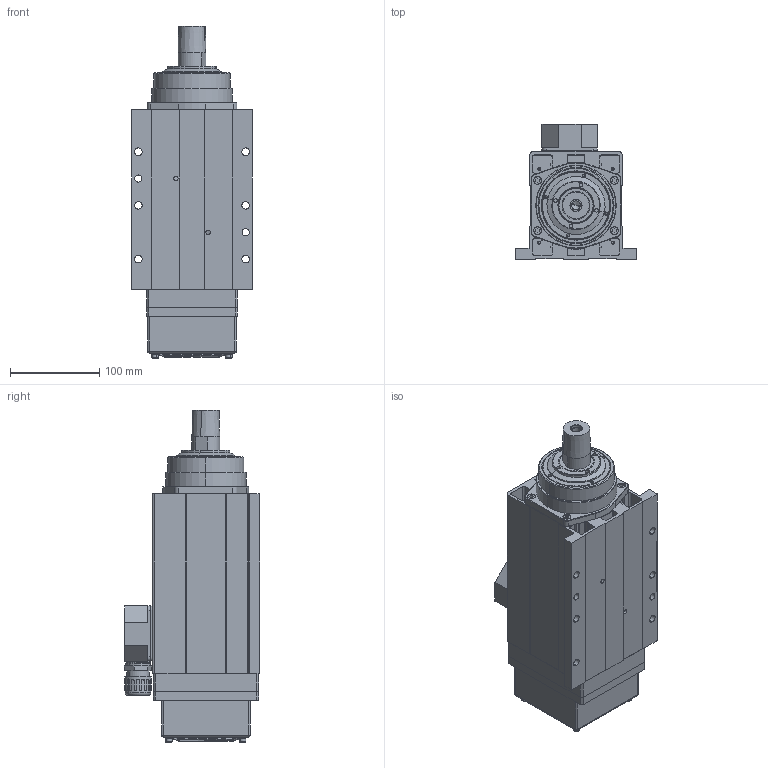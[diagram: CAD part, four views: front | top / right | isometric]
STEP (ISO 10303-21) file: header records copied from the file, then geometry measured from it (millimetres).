
FILE_DESCRIPTION (( 'STEP AP214' ), '1' );
FILE_NAME ('GDF60-18Z-4.5¶à²©ÌØ.STEP', '2024-12-04T06:15:32', ( '00' ), ( '' ), 'SwSTEP 2.0', 'SolidWorks 2018', '' );
FILE_SCHEMA (( 'AUTOMOTIVE_DESIGN' ));
Length unit declared in the file: millimetre
Products named in the file (29): GDF60-18Z-6.0前盖; GB／T 70．1-2000内六角圆柱头螺钉M5×20(8．8级); GDF60-18Z-4.5DBT儂褲; 7008-T-BZ粟俶躇猾遠; GDF60-18Z-4.5蛌赽粣; 02-HL-BZ綴粣創蹟譫情倰; GB／T292-94角接触球轴承7008C; GDF60-18Z-4.5隅赽窒璃; 出线盒 62×62 孔距50-M18×1.5 (GDF60-18Z-6.0-16 ); GDF60-18Z-5.5綴粣創釱; PG13.5; GDF60-18Z-6.0躇猾裔; GDF60-18Z-5.5瑞欶綴裔啣; GDF60-18Z-5.5綴粣創裔; GDF60-18Z-6.0傷裔; GDF60-18Z-4.5嗣痔杻; 接线盒橡胶垫 62×62 孔距50 (GDF60-18Z-6.0-15); 6kW换刀主轴风扇滤网; GDF60-18Z-5.5瑞欶ヶ裔啣; GDF60-18Z-4.5DBT蛌粣; GDF35-12Z-0.37-14 三柱接线座; GB／T292-94角接触球轴承7002C; 瑞圮0924_TX5020H24; GDF60-18Z-6.0平衡环; GB／T 70．1-2000内六角圆柱头螺钉M4×20(8．8级); GDF60-18Z-5.5瑞欶; GDF60-18Z-4.5-06蛌赽窒璃
Assembly tree (29 placements, depth 3):
  7008-T-BZ粟俶躇猾遠
  02-HL-BZ綴粣創蹟譫情倰
  GB／T292-94角接触球轴承7008C
  GDF60-18Z-4.5隅赽窒璃
  GDF60-18Z-4.5嗣痔杻
    GDF60-18Z-4.5DBT儂褲
    GDF60-18Z-5.5綴粣創釱
    GDF60-18Z-5.5綴粣創裔
    GDF60-18Z-5.5瑞欶ヶ裔啣
    GDF60-18Z-5.5瑞欶綴裔啣
    GDF60-18Z-5.5瑞欶
    接线盒橡胶垫 62×62 孔距50 (GDF60-18Z-6.0-15)
    出线盒 62×62 孔距50-M18×1.5 (GDF60-18Z-6.0-16 )
    GDF35-12Z-0.37-14 三柱接线座
    GDF60-18Z-4.5蛌赽粣
      GDF60-18Z-4.5DBT蛌粣
    GDF60-18Z-6.0傷裔
    GDF60-18Z-6.0前盖
    GDF60-18Z-6.0躇猾裔
    PG13.5
    6kW换刀主轴风扇滤网
    GB／T 70．1-2000内六角圆柱头螺钉M4×20(8．8级)  x8
    GB／T 70．1-2000内六角圆柱头螺钉M5×20(8．8级)  x2
    GB／T 70．1-2000内六角圆柱头螺钉M5×20(8．8级)
    GB／T 70．1-2000内六角圆柱头螺钉M5×20(8．8级)
    瑞圮0924_TX5020H24
Bounding box: 135 x 150.93 x 371 mm (x, y, z)
Volume: 1362074.4 mm3; surface area: 549707.8 mm2
Topology: 75 solids, 75 shells, 1802 faces, 4433 edges, 2817 vertices
Faces by surface type: cylinder 732, plane 678, cone 199, torus 135, bspline 54, sphere 4
Entity records: 63141 total; most frequent: CARTESIAN_POINT 18419, DIRECTION 8515, ORIENTED_EDGE 8070, EDGE_CURVE 4035, AXIS2_PLACEMENT_3D 3335, VERTEX_POINT 2609, EDGE_LOOP 1976, VECTOR 1845
